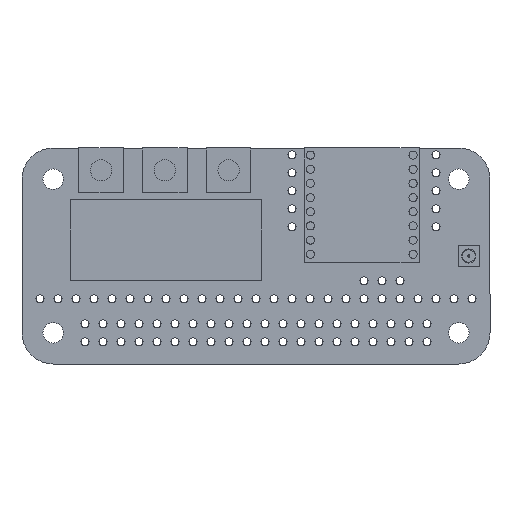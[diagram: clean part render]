
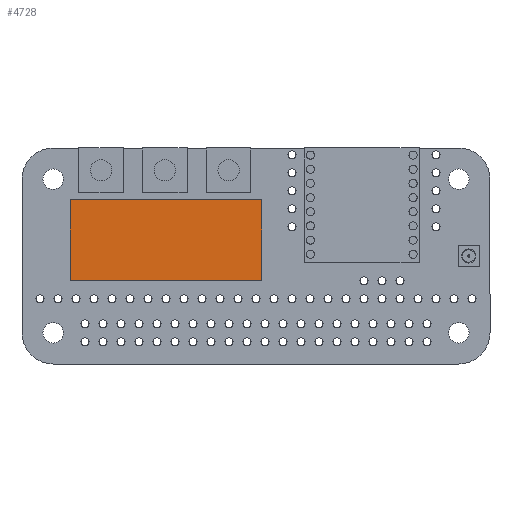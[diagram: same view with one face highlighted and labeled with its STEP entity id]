
A CAD part, top view. The second image highlights one B-rep face of the part: STEP entity #4728.
In plain terms, the highlighted planar face has unit normal (0, 0, 1).
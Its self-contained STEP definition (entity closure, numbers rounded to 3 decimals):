
#197 = VERTEX_POINT ( 'NONE', #2950 ) ;
#419 = DIRECTION ( 'NONE',  ( 0., 1., 0. ) ) ;
#728 = CARTESIAN_POINT ( 'NONE',  ( -13.5, -5.7, 1.9 ) ) ;
#913 = VECTOR ( 'NONE', #3223, 1000. ) ;
#915 = DIRECTION ( 'NONE',  ( 1., 0., 0. ) ) ;
#1086 = LINE ( 'NONE', #5923, #9893 ) ;
#1109 = EDGE_CURVE ( 'NONE', #11928, #9035, #10376, .T. ) ;
#2454 = EDGE_LOOP ( 'NONE', ( #10767, #7149, #9733, #11604 ) ) ;
#2660 = EDGE_CURVE ( 'NONE', #5588, #11928, #9044, .T. ) ;
#2950 = CARTESIAN_POINT ( 'NONE',  ( 13.5, 5.7, 1.9 ) ) ;
#3223 = DIRECTION ( 'NONE',  ( 1., 0., 0. ) ) ;
#3377 = VECTOR ( 'NONE', #4436, 1000. ) ;
#4436 = DIRECTION ( 'NONE',  ( 0., -1., 0. ) ) ;
#4596 = LINE ( 'NONE', #10893, #7885 ) ;
#4728 = ADVANCED_FACE ( 'NONE', ( #6423 ), #10908, .T. ) ;
#4907 = EDGE_CURVE ( 'NONE', #197, #5588, #4596, .T. ) ;
#4933 = CARTESIAN_POINT ( 'NONE',  ( 13.5, -5.7, 1.9 ) ) ;
#5395 = DIRECTION ( 'NONE',  ( 0., 0., 1. ) ) ;
#5559 = AXIS2_PLACEMENT_3D ( 'NONE', #10066, #5395, #915 ) ;
#5588 = VERTEX_POINT ( 'NONE', #6856 ) ;
#5923 = CARTESIAN_POINT ( 'NONE',  ( 13.5, -5.7, 1.9 ) ) ;
#6423 = FACE_OUTER_BOUND ( 'NONE', #2454, .T. ) ;
#6856 = CARTESIAN_POINT ( 'NONE',  ( -13.5, 5.7, 1.9 ) ) ;
#7149 = ORIENTED_EDGE ( 'NONE', *, *, #1109, .T. ) ;
#7406 = CARTESIAN_POINT ( 'NONE',  ( 13.5, -5.7, 1.9 ) ) ;
#7595 = CARTESIAN_POINT ( 'NONE',  ( -13.5, -5.7, 1.9 ) ) ;
#7885 = VECTOR ( 'NONE', #11293, 1000. ) ;
#9035 = VERTEX_POINT ( 'NONE', #7406 ) ;
#9044 = LINE ( 'NONE', #728, #3377 ) ;
#9591 = EDGE_CURVE ( 'NONE', #9035, #197, #1086, .T. ) ;
#9733 = ORIENTED_EDGE ( 'NONE', *, *, #9591, .T. ) ;
#9893 = VECTOR ( 'NONE', #419, 1000. ) ;
#10066 = CARTESIAN_POINT ( 'NONE',  ( 0., 0., 1.9 ) ) ;
#10376 = LINE ( 'NONE', #4933, #913 ) ;
#10767 = ORIENTED_EDGE ( 'NONE', *, *, #2660, .T. ) ;
#10893 = CARTESIAN_POINT ( 'NONE',  ( 13.5, 5.7, 1.9 ) ) ;
#10908 = PLANE ( 'NONE',  #5559 ) ;
#11293 = DIRECTION ( 'NONE',  ( -1., 0., 0. ) ) ;
#11604 = ORIENTED_EDGE ( 'NONE', *, *, #4907, .T. ) ;
#11928 = VERTEX_POINT ( 'NONE', #7595 ) ;
